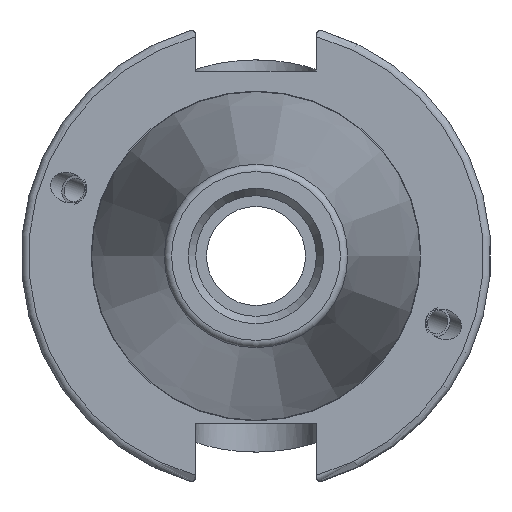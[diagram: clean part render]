
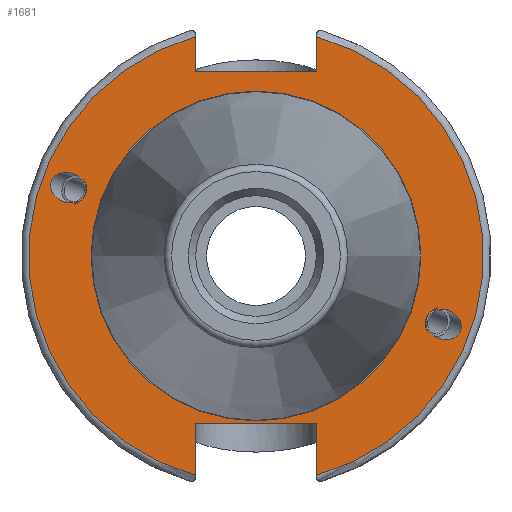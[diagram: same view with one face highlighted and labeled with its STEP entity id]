
A CAD part, left-side view. The second image highlights one B-rep face of the part: STEP entity #1681.
In plain terms, the highlighted planar face has unit normal (-1, 0, 0).
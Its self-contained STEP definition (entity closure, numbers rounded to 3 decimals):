
#83=FACE_BOUND('',#351,.T.);
#84=FACE_BOUND('',#352,.T.);
#85=FACE_BOUND('',#353,.T.);
#107=PLANE('',#1874);
#148=ELLIPSE('',#1825,2.442,2.);
#157=ELLIPSE('',#1868,2.442,2.);
#244=FACE_OUTER_BOUND('',#350,.T.);
#350=EDGE_LOOP('',(#1382,#1383,#1384,#1385,#1386,#1387,#1388,#1389,#1390,
#1391,#1392,#1393));
#351=EDGE_LOOP('',(#1394));
#352=EDGE_LOOP('',(#1395));
#353=EDGE_LOOP('',(#1396));
#412=LINE('',#2702,#511);
#417=LINE('',#2712,#516);
#422=LINE('',#2724,#521);
#426=LINE('',#2734,#525);
#459=LINE('',#3059,#558);
#460=LINE('',#3062,#559);
#461=LINE('',#3064,#560);
#462=LINE('',#3066,#561);
#463=LINE('',#3069,#562);
#464=LINE('',#3070,#563);
#511=VECTOR('',#2043,10.);
#516=VECTOR('',#2052,10.);
#521=VECTOR('',#2063,10.);
#525=VECTOR('',#2073,10.);
#558=VECTOR('',#2264,10.);
#559=VECTOR('',#2267,10.);
#560=VECTOR('',#2268,10.);
#561=VECTOR('',#2269,10.);
#562=VECTOR('',#2272,10.);
#563=VECTOR('',#2273,10.);
#648=CIRCLE('',#1872,22.3);
#650=CIRCLE('',#1875,30.75);
#651=CIRCLE('',#1876,30.75);
#717=VERTEX_POINT('',#2699);
#718=VERTEX_POINT('',#2701);
#721=VERTEX_POINT('',#2711);
#724=VERTEX_POINT('',#2721);
#725=VERTEX_POINT('',#2723);
#728=VERTEX_POINT('',#2733);
#754=VERTEX_POINT('',#2862);
#794=VERTEX_POINT('',#3045);
#797=VERTEX_POINT('',#3052);
#798=VERTEX_POINT('',#3057);
#799=VERTEX_POINT('',#3058);
#800=VERTEX_POINT('',#3060);
#801=VERTEX_POINT('',#3063);
#802=VERTEX_POINT('',#3065);
#803=VERTEX_POINT('',#3067);
#901=EDGE_CURVE('',#718,#717,#412,.T.);
#906=EDGE_CURVE('',#718,#721,#417,.T.);
#912=EDGE_CURVE('',#725,#724,#422,.T.);
#917=EDGE_CURVE('',#725,#728,#426,.T.);
#954=EDGE_CURVE('',#754,#754,#148,.T.);
#1010=EDGE_CURVE('',#794,#794,#157,.T.);
#1013=EDGE_CURVE('',#797,#797,#648,.T.);
#1015=EDGE_CURVE('',#798,#799,#459,.T.);
#1016=EDGE_CURVE('',#800,#799,#650,.T.);
#1017=EDGE_CURVE('',#800,#728,#460,.T.);
#1018=EDGE_CURVE('',#724,#801,#461,.T.);
#1019=EDGE_CURVE('',#801,#802,#462,.T.);
#1020=EDGE_CURVE('',#803,#802,#651,.T.);
#1021=EDGE_CURVE('',#803,#721,#463,.T.);
#1022=EDGE_CURVE('',#717,#798,#464,.T.);
#1382=ORIENTED_EDGE('',*,*,#1015,.T.);
#1383=ORIENTED_EDGE('',*,*,#1016,.F.);
#1384=ORIENTED_EDGE('',*,*,#1017,.T.);
#1385=ORIENTED_EDGE('',*,*,#917,.F.);
#1386=ORIENTED_EDGE('',*,*,#912,.T.);
#1387=ORIENTED_EDGE('',*,*,#1018,.T.);
#1388=ORIENTED_EDGE('',*,*,#1019,.T.);
#1389=ORIENTED_EDGE('',*,*,#1020,.F.);
#1390=ORIENTED_EDGE('',*,*,#1021,.T.);
#1391=ORIENTED_EDGE('',*,*,#906,.F.);
#1392=ORIENTED_EDGE('',*,*,#901,.T.);
#1393=ORIENTED_EDGE('',*,*,#1022,.T.);
#1394=ORIENTED_EDGE('',*,*,#954,.T.);
#1395=ORIENTED_EDGE('',*,*,#1010,.T.);
#1396=ORIENTED_EDGE('',*,*,#1013,.F.);
#1681=ADVANCED_FACE('',(#244,#83,#84,#85),#107,.T.);
#1825=AXIS2_PLACEMENT_3D('',#2864,#2147,#2148);
#1868=AXIS2_PLACEMENT_3D('',#3047,#2250,#2251);
#1872=AXIS2_PLACEMENT_3D('',#3054,#2258,#2259);
#1874=AXIS2_PLACEMENT_3D('',#3056,#2262,#2263);
#1875=AXIS2_PLACEMENT_3D('',#3061,#2265,#2266);
#1876=AXIS2_PLACEMENT_3D('',#3068,#2270,#2271);
#2043=DIRECTION('',(0.,0.,1.));
#2052=DIRECTION('',(0.,0.707,-0.707));
#2063=DIRECTION('',(0.,0.,-1.));
#2073=DIRECTION('',(0.,-0.707,0.707));
#2147=DIRECTION('center_axis',(1.,0.,0.));
#2148=DIRECTION('ref_axis',(0.,-0.94,-0.342));
#2250=DIRECTION('center_axis',(1.,0.,0.));
#2251=DIRECTION('ref_axis',(0.,0.94,0.342));
#2258=DIRECTION('center_axis',(-1.,0.,0.));
#2259=DIRECTION('ref_axis',(0.,-1.,0.));
#2262=DIRECTION('center_axis',(-1.,0.,0.));
#2263=DIRECTION('ref_axis',(0.,0.,1.));
#2264=DIRECTION('',(0.,0.,-1.));
#2265=DIRECTION('center_axis',(1.,0.,0.));
#2266=DIRECTION('ref_axis',(0.,-1.,0.));
#2267=DIRECTION('',(0.,0.,-1.));
#2268=DIRECTION('',(0.,1.,0.));
#2269=DIRECTION('',(0.,0.,1.));
#2270=DIRECTION('center_axis',(1.,0.,0.));
#2271=DIRECTION('ref_axis',(0.,1.,0.));
#2272=DIRECTION('',(0.,0.,1.));
#2273=DIRECTION('',(0.,-1.,0.));
#2699=CARTESIAN_POINT('',(3.175,8.16,-22.6));
#2701=CARTESIAN_POINT('',(3.175,8.16,-23.07));
#2702=CARTESIAN_POINT('',(3.175,8.16,-11.3));
#2711=CARTESIAN_POINT('',(3.175,8.19,-23.1));
#2712=CARTESIAN_POINT('',(3.175,8.18,-23.09));
#2721=CARTESIAN_POINT('',(3.175,-8.16,25.));
#2723=CARTESIAN_POINT('',(3.175,-8.16,25.47));
#2724=CARTESIAN_POINT('',(3.175,-8.16,12.5));
#2733=CARTESIAN_POINT('',(3.175,-8.19,25.5));
#2734=CARTESIAN_POINT('',(3.175,8.295,9.015));
#2862=CARTESIAN_POINT('',(3.175,-23.077,-8.399));
#2864=CARTESIAN_POINT('Origin',(3.175,-25.372,-9.235));
#3045=CARTESIAN_POINT('',(3.175,23.077,8.399));
#3047=CARTESIAN_POINT('Origin',(3.175,25.372,9.235));
#3052=CARTESIAN_POINT('',(3.175,0.,22.3));
#3054=CARTESIAN_POINT('Origin',(3.175,0.,0.));
#3056=CARTESIAN_POINT('Origin',(3.175,31.75,0.));
#3057=CARTESIAN_POINT('',(3.175,-8.19,-22.6));
#3058=CARTESIAN_POINT('',(3.175,-8.19,-29.639));
#3059=CARTESIAN_POINT('',(3.175,-8.19,-11.3));
#3060=CARTESIAN_POINT('',(3.175,-8.19,29.639));
#3061=CARTESIAN_POINT('Origin',(3.175,0.,0.));
#3062=CARTESIAN_POINT('',(3.175,-8.19,12.5));
#3063=CARTESIAN_POINT('',(3.175,8.19,25.));
#3064=CARTESIAN_POINT('',(3.175,15.883,25.));
#3065=CARTESIAN_POINT('',(3.175,8.19,29.639));
#3066=CARTESIAN_POINT('',(3.175,8.19,12.5));
#3067=CARTESIAN_POINT('',(3.175,8.19,-29.639));
#3068=CARTESIAN_POINT('Origin',(3.175,0.,0.));
#3069=CARTESIAN_POINT('',(3.175,8.19,-11.3));
#3070=CARTESIAN_POINT('',(3.175,15.868,-22.6));
